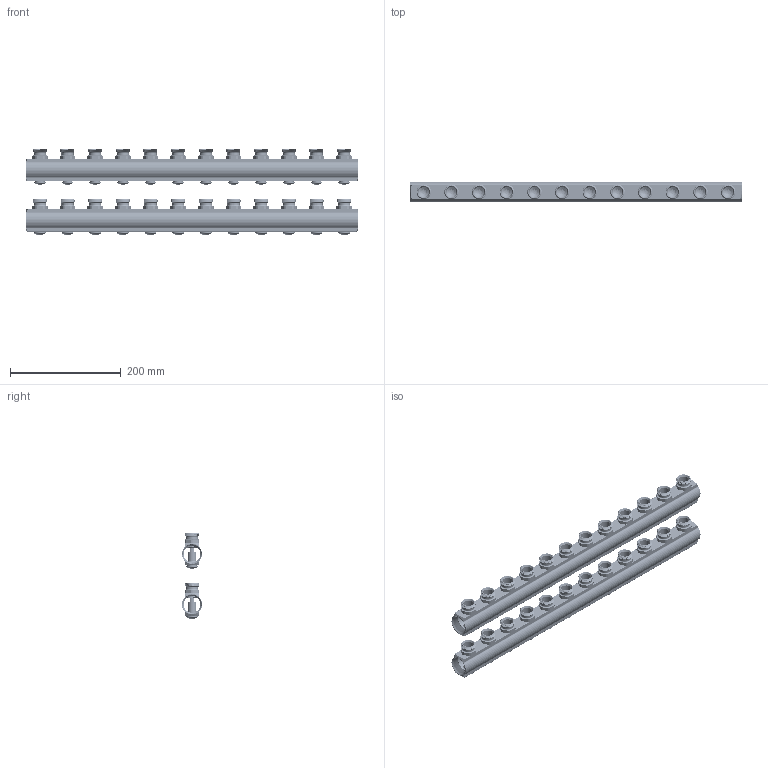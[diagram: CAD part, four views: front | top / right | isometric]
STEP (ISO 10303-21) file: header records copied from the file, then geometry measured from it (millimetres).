
FILE_DESCRIPTION((''),'2;1');
FILE_NAME('088U0552_ASM','2023-05-17T09:22:19',('U258971'),(''),'CREO PARAMETRIC BY PTC INC, 2020342','CREO PARAMETRIC BY PTC INC, 2020342','');
FILE_SCHEMA(('CONFIG_CONTROL_DESIGN'));
Length unit declared in the file: millimetre
Products named in the file (6): 088U7307_12LOOPS_19; 088U7304_16_1; 088U7310_ASM_12_1_ASM; 088U0593-MANIFOLD_12_1; 088U0545_ASM_1_1_ASM; 088U0552_ASM
Assembly tree (52 placements, depth 4):
  088U0552_ASM
    088U0545_ASM_1_1_ASM
      088U7307_12LOOPS_19  x2
      088U7310_ASM_12_1_ASM  x24
        088U7304_16_1
      088U0593-MANIFOLD_12_1  x24
Bounding box: 600 x 36.55 x 155.78 mm (x, y, z)
Volume: 718900.9 mm3; surface area: 569494 mm2
Topology: 50 solids, 152 shells, 5862 faces, 16542 edges, 10958 vertices
Faces by surface type: cylinder 2614, bspline 920, plane 840, cone 784, torus 584, sphere 96, extrusion 24
Entity records: 44844 total; most frequent: CARTESIAN_POINT 25733, ORIENTED_EDGE 4466, DIRECTION 3237, EDGE_CURVE 2272, VERTEX_POINT 1552, AXIS2_PLACEMENT_3D 1377, B_SPLINE_CURVE_WITH_KNOTS 1072, EDGE_LOOP 813
